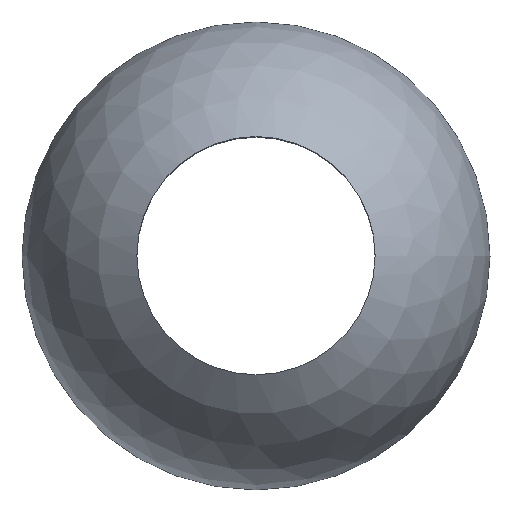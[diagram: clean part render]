
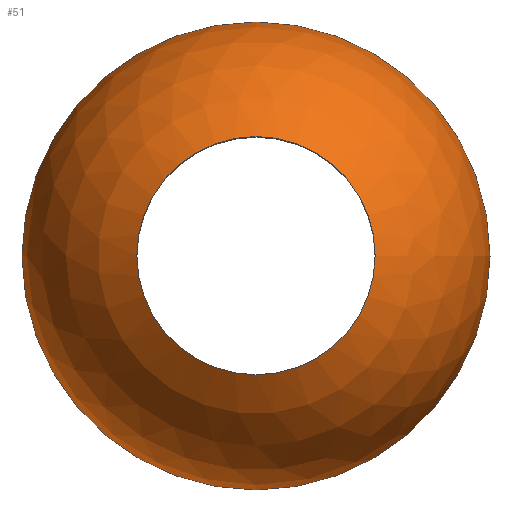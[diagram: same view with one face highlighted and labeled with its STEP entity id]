
A CAD part, top view. The second image highlights one B-rep face of the part: STEP entity #51.
In plain terms, the highlighted spherical face has radius 50 mm.
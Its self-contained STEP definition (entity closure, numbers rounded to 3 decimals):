
#3 = EDGE_LOOP ( 'NONE', ( #193, #253 ) ) ;
#4 = DIRECTION ( 'NONE',  ( -1., 0., 0. ) ) ;
#7 = DIRECTION ( 'NONE',  ( 1., 0., 0. ) ) ;
#15 = DIRECTION ( 'NONE',  ( -1., 0., 0. ) ) ;
#20 = VERTEX_POINT ( 'NONE', #32 ) ;
#29 = AXIS2_PLACEMENT_3D ( 'NONE', #195, #95, #4 ) ;
#32 = CARTESIAN_POINT ( 'NONE',  ( -25.45, 0., 43.038 ) ) ;
#33 = AXIS2_PLACEMENT_3D ( 'NONE', #179, #182, #15 ) ;
#48 = CIRCLE ( 'NONE', #29, 50. ) ;
#51 = ADVANCED_FACE ( 'NONE', ( #170, #145 ), #234, .T. ) ;
#56 = DIRECTION ( 'NONE',  ( 0., 0., 1. ) ) ;
#59 = DIRECTION ( 'NONE',  ( 0., 0., 1. ) ) ;
#71 = EDGE_CURVE ( 'NONE', #274, #271, #48, .T. ) ;
#95 = DIRECTION ( 'NONE',  ( 0., 0., -1. ) ) ;
#104 = CARTESIAN_POINT ( 'NONE',  ( 0., 0., 0. ) ) ;
#106 = CIRCLE ( 'NONE', #33, 25.45 ) ;
#118 = EDGE_CURVE ( 'NONE', #124, #20, #106, .T. ) ;
#124 = VERTEX_POINT ( 'NONE', #247 ) ;
#132 = AXIS2_PLACEMENT_3D ( 'NONE', #214, #175, #7 ) ;
#134 = EDGE_CURVE ( 'NONE', #20, #124, #248, .T. ) ;
#141 = CIRCLE ( 'NONE', #174, 50. ) ;
#143 = DIRECTION ( 'NONE',  ( -1., 0., 0. ) ) ;
#145 = FACE_BOUND ( 'NONE', #3, .T. ) ;
#170 = FACE_OUTER_BOUND ( 'NONE', #185, .T. ) ;
#172 = ORIENTED_EDGE ( 'NONE', *, *, #186, .T. ) ;
#174 = AXIS2_PLACEMENT_3D ( 'NONE', #104, #59, #181 ) ;
#175 = DIRECTION ( 'NONE',  ( 0., 0., -1. ) ) ;
#179 = CARTESIAN_POINT ( 'NONE',  ( 0., 0., 43.038 ) ) ;
#181 = DIRECTION ( 'NONE',  ( 1., 0., 0. ) ) ;
#182 = DIRECTION ( 'NONE',  ( 0., 0., 1. ) ) ;
#185 = EDGE_LOOP ( 'NONE', ( #199, #172 ) ) ;
#186 = EDGE_CURVE ( 'NONE', #274, #271, #141, .T. ) ;
#193 = ORIENTED_EDGE ( 'NONE', *, *, #134, .F. ) ;
#195 = CARTESIAN_POINT ( 'NONE',  ( 0., 0., 0. ) ) ;
#197 = CARTESIAN_POINT ( 'NONE',  ( 0., 0., 43.038 ) ) ;
#199 = ORIENTED_EDGE ( 'NONE', *, *, #71, .F. ) ;
#207 = AXIS2_PLACEMENT_3D ( 'NONE', #197, #56, #143 ) ;
#214 = CARTESIAN_POINT ( 'NONE',  ( 0., 0., 0. ) ) ;
#223 = CARTESIAN_POINT ( 'NONE',  ( 0., -50., 0. ) ) ;
#234 = SPHERICAL_SURFACE ( 'NONE', #132, 50. ) ;
#247 = CARTESIAN_POINT ( 'NONE',  ( 25.45, 0., 43.038 ) ) ;
#248 = CIRCLE ( 'NONE', #207, 25.45 ) ;
#253 = ORIENTED_EDGE ( 'NONE', *, *, #118, .F. ) ;
#267 = CARTESIAN_POINT ( 'NONE',  ( 0., 50., 0. ) ) ;
#271 = VERTEX_POINT ( 'NONE', #267 ) ;
#274 = VERTEX_POINT ( 'NONE', #223 ) ;
